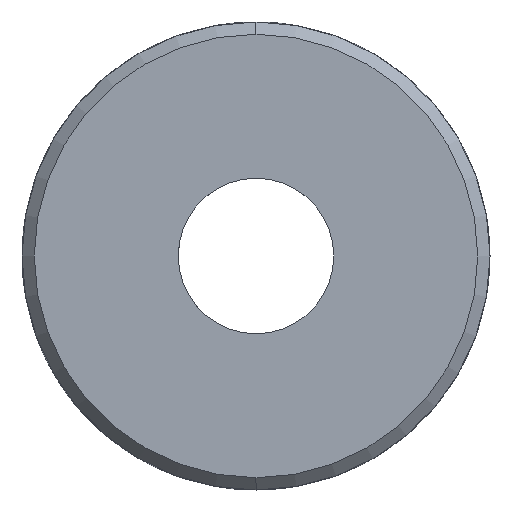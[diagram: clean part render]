
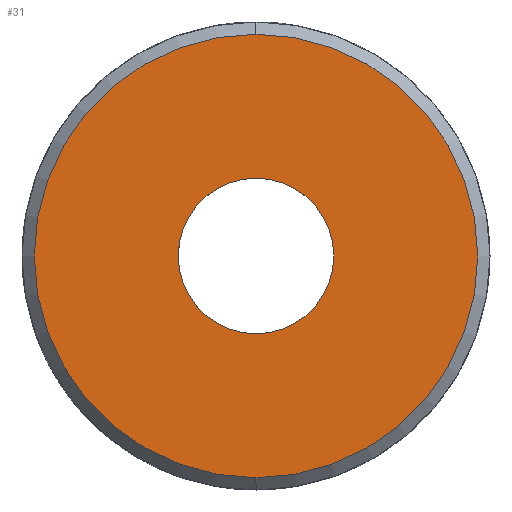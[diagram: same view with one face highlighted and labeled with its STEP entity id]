
A CAD part, left-side view. The second image highlights one B-rep face of the part: STEP entity #31.
In plain terms, the highlighted planar face has unit normal (-1, 0, 0).
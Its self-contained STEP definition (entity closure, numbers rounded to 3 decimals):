
#31 = ADVANCED_FACE ( 'NONE', ( #194, #2593 ), #5148, .F. ) ;
#133 = DIRECTION ( 'NONE',  ( 0., 0., 1. ) ) ;
#138 = DIRECTION ( 'NONE',  ( -1., 0., 0. ) ) ;
#150 = CARTESIAN_POINT ( 'NONE',  ( -9.55, 0., 0. ) ) ;
#194 = FACE_OUTER_BOUND ( 'NONE', #2086, .T. ) ;
#434 = AXIS2_PLACEMENT_3D ( 'NONE', #150, #138, #133 ) ;
#448 = CARTESIAN_POINT ( 'NONE',  ( -9.55, 0., 9.05 ) ) ;
#624 = DIRECTION ( 'NONE',  ( 0., 0., -1. ) ) ;
#636 = DIRECTION ( 'NONE',  ( 1., 0., 0. ) ) ;
#642 = CARTESIAN_POINT ( 'NONE',  ( -9.55, 0., 0. ) ) ;
#855 = EDGE_CURVE ( 'NONE', #5320, #1782, #5772, .T. ) ;
#926 = CARTESIAN_POINT ( 'NONE',  ( -9.55, 0., -3.175 ) ) ;
#1286 = CARTESIAN_POINT ( 'NONE',  ( -9.55, 0., 0. ) ) ;
#1292 = DIRECTION ( 'NONE',  ( -1., 0., 0. ) ) ;
#1294 = DIRECTION ( 'NONE',  ( 0., 0., 1. ) ) ;
#1307 = CIRCLE ( 'NONE', #3800, 9.05 ) ;
#1312 = ORIENTED_EDGE ( 'NONE', *, *, #5392, .F. ) ;
#1408 = AXIS2_PLACEMENT_3D ( 'NONE', #1286, #1292, #1294 ) ;
#1489 = VERTEX_POINT ( 'NONE', #448 ) ;
#1782 = VERTEX_POINT ( 'NONE', #4285 ) ;
#1915 = EDGE_LOOP ( 'NONE', ( #1312, #4119 ) ) ;
#2086 = EDGE_LOOP ( 'NONE', ( #3130, #3615 ) ) ;
#2593 = FACE_BOUND ( 'NONE', #1915, .T. ) ;
#2907 = DIRECTION ( 'NONE',  ( 0., 0., -1. ) ) ;
#3130 = ORIENTED_EDGE ( 'NONE', *, *, #4530, .F. ) ;
#3236 = AXIS2_PLACEMENT_3D ( 'NONE', #5126, #5094, #2907 ) ;
#3502 = CIRCLE ( 'NONE', #4852, 9.05 ) ;
#3608 = VERTEX_POINT ( 'NONE', #5601 ) ;
#3615 = ORIENTED_EDGE ( 'NONE', *, *, #3669, .F. ) ;
#3669 = EDGE_CURVE ( 'NONE', #1489, #3608, #3502, .T. ) ;
#3800 = AXIS2_PLACEMENT_3D ( 'NONE', #642, #636, #624 ) ;
#4045 = CIRCLE ( 'NONE', #1408, 3.175 ) ;
#4119 = ORIENTED_EDGE ( 'NONE', *, *, #855, .F. ) ;
#4285 = CARTESIAN_POINT ( 'NONE',  ( -9.55, 0., 3.175 ) ) ;
#4530 = EDGE_CURVE ( 'NONE', #3608, #1489, #1307, .T. ) ;
#4852 = AXIS2_PLACEMENT_3D ( 'NONE', #5223, #5218, #5212 ) ;
#5094 = DIRECTION ( 'NONE',  ( 1., 0., 0. ) ) ;
#5126 = CARTESIAN_POINT ( 'NONE',  ( -9.55, 0., 0. ) ) ;
#5148 = PLANE ( 'NONE',  #3236 ) ;
#5212 = DIRECTION ( 'NONE',  ( 0., 0., -1. ) ) ;
#5218 = DIRECTION ( 'NONE',  ( 1., 0., 0. ) ) ;
#5223 = CARTESIAN_POINT ( 'NONE',  ( -9.55, 0., 0. ) ) ;
#5320 = VERTEX_POINT ( 'NONE', #926 ) ;
#5392 = EDGE_CURVE ( 'NONE', #1782, #5320, #4045, .T. ) ;
#5601 = CARTESIAN_POINT ( 'NONE',  ( -9.55, 0., -9.05 ) ) ;
#5772 = CIRCLE ( 'NONE', #434, 3.175 ) ;
